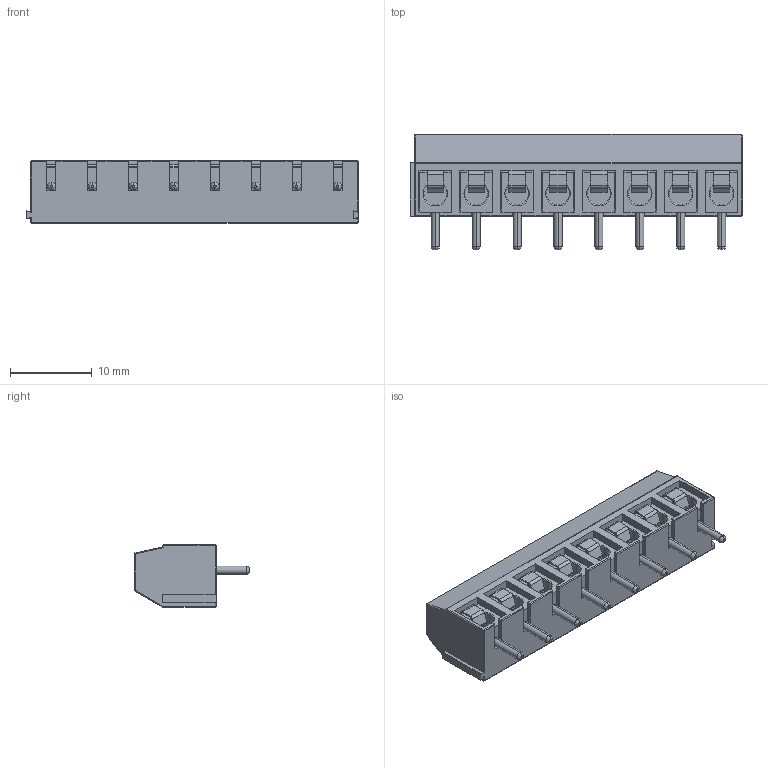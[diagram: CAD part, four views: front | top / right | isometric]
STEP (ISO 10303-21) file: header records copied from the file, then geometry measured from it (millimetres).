
FILE_DESCRIPTION((''),'2;1');
FILE_NAME('TB5P-8P_P5_L40_W7-6_H10','2019-11-24T',('Dragos'),(''),'PRO/ENGINEER BY PARAMETRIC TECHNOLOGY CORPORATION, 2004440','PRO/ENGINEER BY PARAMETRIC TECHNOLOGY CORPORATION, 2004440','');
FILE_SCHEMA(('AUTOMOTIVE_DESIGN { 1 0 10303 214 1 1 1 1 }'));
Length unit declared in the file: millimetre
Products named in the file (1): TB5P-8P_P5_L40_W7-6_H10
Bounding box: 40.6 x 14.1 x 7.6 mm (x, y, z)
Volume: 2212.6 mm3; surface area: 4115.5 mm2
Topology: 1 solids, 1 shells, 718 faces, 1801 edges, 1172 vertices
Faces by surface type: plane 324, cylinder 254, torus 80, bspline 48, sphere 12
Entity records: 33673 total; most frequent: CARTESIAN_POINT 8345, DIRECTION 3621, ORIENTED_EDGE 3522, PRESENTATION_STYLE_ASSIGNMENT 2024, STYLED_ITEM 1803, CURVE_STYLE 1802, EDGE_CURVE 1761, AXIS2_PLACEMENT_3D 1283
